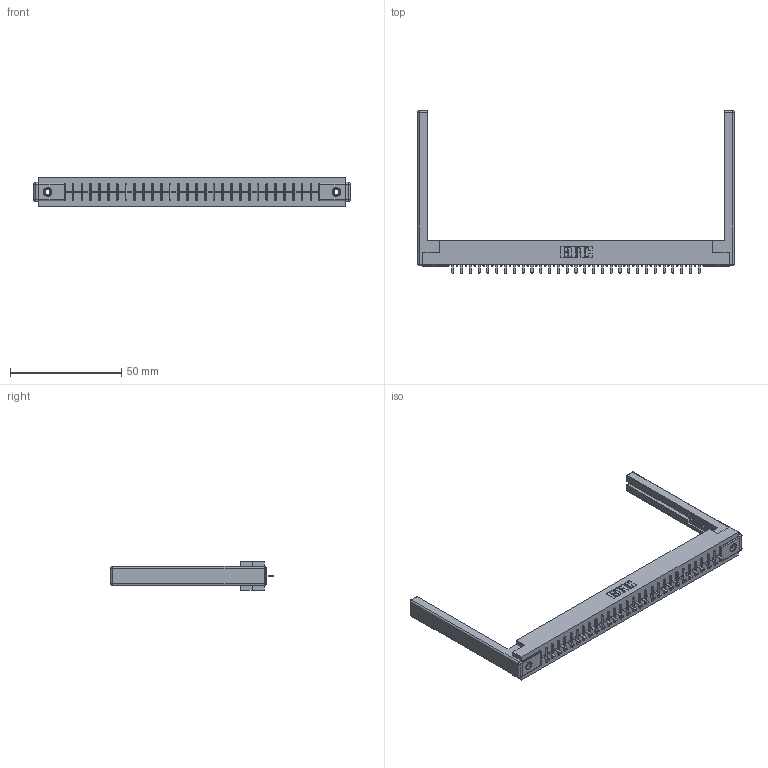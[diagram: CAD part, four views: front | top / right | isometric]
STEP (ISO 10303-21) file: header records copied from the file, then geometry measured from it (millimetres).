
FILE_DESCRIPTION (( 'STEP AP203' ), '1' );
FILE_NAME ('306-029-521-168.STEP', '2019-09-11T22:16:13', ( '' ), ( '' ), 'SwSTEP 2.0', 'SolidWorks 2016', '' );
FILE_SCHEMA (( 'CONFIG_CONTROL_DESIGN' ));
Length unit declared in the file: inch
Products named in the file (5): 306 Part_.156 Dia; 306-029-521-168; 306-290-001_121; 307-220-068; 345-250-001_345-250-001-102
Assembly tree (34 placements, depth 2):
  306-029-521-168
    306 Part_.156 Dia
    306-290-001_121  x29
    345-250-001_345-250-001-102  x2
    307-220-068  x2
Bounding box: 142.34 x 73.18 x 12.7 mm (x, y, z)
Volume: 19944.1 mm3; surface area: 19705.8 mm2
Topology: 34 solids, 34 shells, 2300 faces, 6419 edges, 4102 vertices
Faces by surface type: plane 1519, cylinder 641, sphere 124, cone 12, torus 4
Entity records: 31443 total; most frequent: CARTESIAN_POINT 5243, ORIENTED_EDGE 5188, DIRECTION 5184, EDGE_CURVE 2594, LINE 2018, VECTOR 2018, VERTEX_POINT 1642, AXIS2_PLACEMENT_3D 1583
